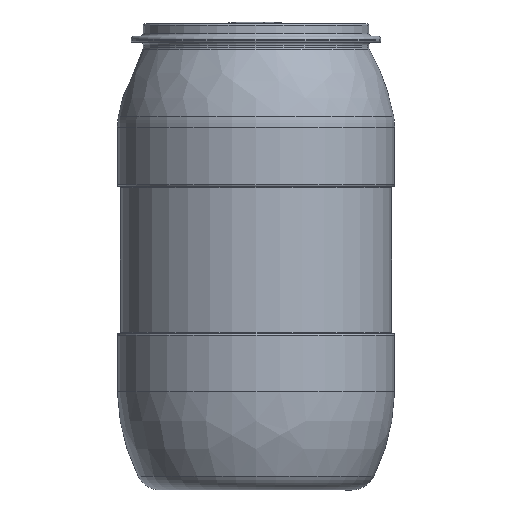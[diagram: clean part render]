
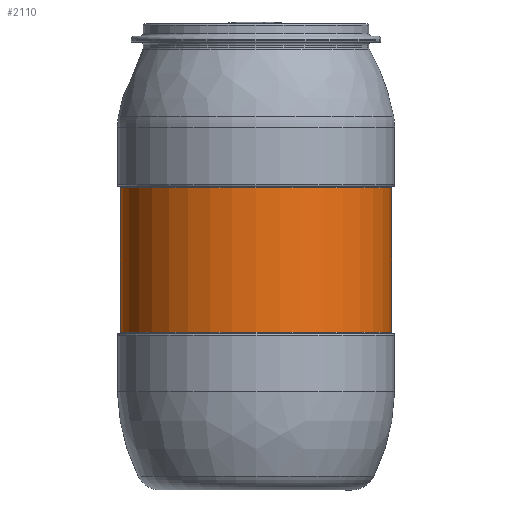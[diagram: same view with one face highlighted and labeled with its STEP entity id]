
A CAD part, front view. The second image highlights one B-rep face of the part: STEP entity #2110.
In plain terms, the highlighted cylindrical face has radius 280.67 mm (diameter 561.34 mm), a full revolution.
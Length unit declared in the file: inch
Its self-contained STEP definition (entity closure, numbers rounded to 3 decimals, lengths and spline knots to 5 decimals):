
#261=LINE('',#6822,#322);
#322=VECTOR('',#2895,11.05);
#364=CYLINDRICAL_SURFACE('',#2380,11.05);
#463=FACE_OUTER_BOUND('',#600,.T.);
#600=EDGE_LOOP('',(#1807,#1808,#1809,#1810,#1811,#1812));
#744=CIRCLE('',#2378,11.05);
#745=CIRCLE('',#2379,11.05);
#746=CIRCLE('',#2381,11.05);
#747=CIRCLE('',#2382,11.05);
#980=VERTEX_POINT('',#6815);
#981=VERTEX_POINT('',#6817);
#982=VERTEX_POINT('',#6821);
#983=VERTEX_POINT('',#6823);
#1268=EDGE_CURVE('',#980,#981,#744,.T.);
#1269=EDGE_CURVE('',#981,#980,#745,.T.);
#1270=EDGE_CURVE('',#980,#982,#261,.T.);
#1271=EDGE_CURVE('',#982,#983,#746,.T.);
#1272=EDGE_CURVE('',#983,#982,#747,.T.);
#1807=ORIENTED_EDGE('',*,*,#1269,.F.);
#1808=ORIENTED_EDGE('',*,*,#1268,.F.);
#1809=ORIENTED_EDGE('',*,*,#1270,.T.);
#1810=ORIENTED_EDGE('',*,*,#1271,.T.);
#1811=ORIENTED_EDGE('',*,*,#1272,.T.);
#1812=ORIENTED_EDGE('',*,*,#1270,.F.);
#2110=ADVANCED_FACE('',(#463),#364,.T.);
#2378=AXIS2_PLACEMENT_3D('',#6818,#2889,#2890);
#2379=AXIS2_PLACEMENT_3D('',#6819,#2891,#2892);
#2380=AXIS2_PLACEMENT_3D('',#6820,#2893,#2894);
#2381=AXIS2_PLACEMENT_3D('',#6824,#2896,#2897);
#2382=AXIS2_PLACEMENT_3D('',#6825,#2898,#2899);
#2889=DIRECTION('center_axis',(0.,-1.,0.));
#2890=DIRECTION('ref_axis',(0.,0.,-1.));
#2891=DIRECTION('center_axis',(0.,-1.,0.));
#2892=DIRECTION('ref_axis',(0.,0.,-1.));
#2893=DIRECTION('center_axis',(0.,-1.,0.));
#2894=DIRECTION('ref_axis',(0.,0.,-1.));
#2895=DIRECTION('',(0.,1.,0.));
#2896=DIRECTION('center_axis',(0.,-1.,0.));
#2897=DIRECTION('ref_axis',(0.,0.,-1.));
#2898=DIRECTION('center_axis',(0.,-1.,0.));
#2899=DIRECTION('ref_axis',(0.,0.,-1.));
#6815=CARTESIAN_POINT('',(0.,12.87,11.05));
#6817=CARTESIAN_POINT('',(0.,12.87,-11.05));
#6818=CARTESIAN_POINT('Origin',(0.,12.87,0.));
#6819=CARTESIAN_POINT('Origin',(0.,12.87,0.));
#6820=CARTESIAN_POINT('Origin',(0.,0.,0.));
#6821=CARTESIAN_POINT('',(0.,24.635,11.05));
#6822=CARTESIAN_POINT('',(0.,0.,11.05));
#6823=CARTESIAN_POINT('',(0.,24.635,-11.05));
#6824=CARTESIAN_POINT('Origin',(0.,24.635,0.));
#6825=CARTESIAN_POINT('Origin',(0.,24.635,0.));
